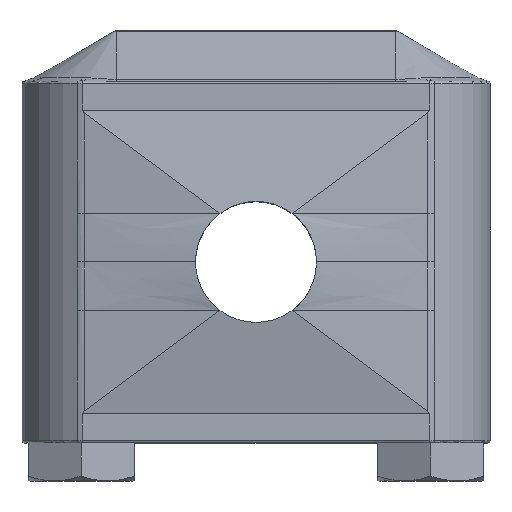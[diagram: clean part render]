
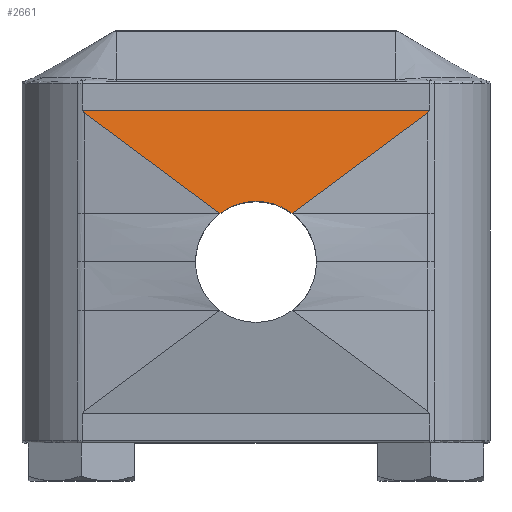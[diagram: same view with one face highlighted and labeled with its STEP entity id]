
A CAD part, top view. The second image highlights one B-rep face of the part: STEP entity #2661.
In plain terms, the highlighted planar face has unit normal (0, 0.174, 0.985).
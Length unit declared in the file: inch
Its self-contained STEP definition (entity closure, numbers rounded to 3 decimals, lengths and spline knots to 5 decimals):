
#12 = EDGE_LOOP ( 'NONE', ( #1993, #1331, #1557, #2852, #3503, #818 ) ) ;
#72 =( BOUNDED_CURVE ( )  B_SPLINE_CURVE ( 3, ( #1810, #3218, #3672, #4042 ),
 .UNSPECIFIED., .F., .F. ) 
 B_SPLINE_CURVE_WITH_KNOTS ( ( 4, 4 ),
 ( 5.64506, 6.92131 ),
 .UNSPECIFIED. ) 
 CURVE ( )  GEOMETRIC_REPRESENTATION_ITEM ( )  RATIONAL_B_SPLINE_CURVE ( ( 1., 0.869, 0.869, 1. ) ) 
 REPRESENTATION_ITEM ( '' )  );
#106 = VERTEX_POINT ( 'NONE', #4258 ) ;
#166 = CARTESIAN_POINT ( 'NONE',  ( 0.71545, 1.25, 0.375 ) ) ;
#205 = CARTESIAN_POINT ( 'NONE',  ( -0.70482, 1.23876, 0.37698 ) ) ;
#363 = PLANE ( 'NONE',  #4002 ) ;
#396 = CARTESIAN_POINT ( 'NONE',  ( -0.71545, 1.25, 0.375 ) ) ;
#640 = CARTESIAN_POINT ( 'NONE',  ( -0.71194, 1.24517, 0.37585 ) ) ;
#696 = VECTOR ( 'NONE', #2941, 39.37008 ) ;
#740 = VERTEX_POINT ( 'NONE', #2257 ) ;
#803 =( BOUNDED_CURVE ( )  B_SPLINE_CURVE ( 3, ( #205, #2362, #640, #989 ),
 .UNSPECIFIED., .F., .F. ) 
 B_SPLINE_CURVE_WITH_KNOTS ( ( 4, 4 ),
 ( 3.27206, 3.3802 ),
 .UNSPECIFIED. ) 
 CURVE ( )  GEOMETRIC_REPRESENTATION_ITEM ( )  RATIONAL_B_SPLINE_CURVE ( ( 1., 0.999, 0.999, 1. ) ) 
 REPRESENTATION_ITEM ( '' )  );
#807 = EDGE_CURVE ( 'NONE', #2277, #1667, #803, .T. ) ;
#818 = ORIENTED_EDGE ( 'NONE', *, *, #807, .F. ) ;
#989 = CARTESIAN_POINT ( 'NONE',  ( -0.71545, 1.25, 0.375 ) ) ;
#998 = EDGE_CURVE ( 'NONE', #740, #106, #2333, .T. ) ;
#1191 = VECTOR ( 'NONE', #3787, 39.37008 ) ;
#1218 = CARTESIAN_POINT ( 'NONE',  ( 0.4047, 0.41382, 0.52256 ) ) ;
#1331 = ORIENTED_EDGE ( 'NONE', *, *, #2975, .T. ) ;
#1374 = DIRECTION ( 'NONE',  ( 0., -0.174, -0.985 ) ) ;
#1539 = DIRECTION ( 'NONE',  ( 0.798, -0.593, 0.105 ) ) ;
#1557 = ORIENTED_EDGE ( 'NONE', *, *, #998, .F. ) ;
#1667 = VERTEX_POINT ( 'NONE', #396 ) ;
#1810 = CARTESIAN_POINT ( 'NONE',  ( -0.14833, 0.825, 0.45 ) ) ;
#1993 = ORIENTED_EDGE ( 'NONE', *, *, #2988, .T. ) ;
#2028 = DIRECTION ( 'NONE',  ( 0., -0.985, 0.174 ) ) ;
#2046 = EDGE_CURVE ( 'NONE', #2855, #740, #2116, .T. ) ;
#2077 = CARTESIAN_POINT ( 'NONE',  ( 0.7084, 1.24142, 0.37651 ) ) ;
#2116 =( BOUNDED_CURVE ( )  B_SPLINE_CURVE ( 3, ( #3836, #4188, #2077, #2770 ),
 .UNSPECIFIED., .F., .T. ) 
 B_SPLINE_CURVE_WITH_KNOTS ( ( 4, 4 ),
 ( 2.90298, 3.01113 ),
 .UNSPECIFIED. ) 
 CURVE ( )  GEOMETRIC_REPRESENTATION_ITEM ( )  RATIONAL_B_SPLINE_CURVE ( ( 1., 0.999, 0.999, 1. ) ) 
 REPRESENTATION_ITEM ( '' )  );
#2257 = CARTESIAN_POINT ( 'NONE',  ( 0.70482, 1.23876, 0.37698 ) ) ;
#2277 = VERTEX_POINT ( 'NONE', #3324 ) ;
#2287 = LINE ( 'NONE', #3438, #1191 ) ;
#2333 = LINE ( 'NONE', #3670, #696 ) ;
#2362 = CARTESIAN_POINT ( 'NONE',  ( -0.7084, 1.24142, 0.37651 ) ) ;
#2413 = CARTESIAN_POINT ( 'NONE',  ( 0.71994, 0.825, 0.45 ) ) ;
#2661 = ADVANCED_FACE ( 'NONE', ( #2829 ), #363, .F. ) ;
#2751 = EDGE_CURVE ( 'NONE', #2855, #1667, #2287, .T. ) ;
#2770 = CARTESIAN_POINT ( 'NONE',  ( 0.70482, 1.23876, 0.37698 ) ) ;
#2829 = FACE_OUTER_BOUND ( 'NONE', #12, .T. ) ;
#2852 = ORIENTED_EDGE ( 'NONE', *, *, #2046, .F. ) ;
#2855 = VERTEX_POINT ( 'NONE', #166 ) ;
#2941 = DIRECTION ( 'NONE',  ( -0.798, -0.593, 0.105 ) ) ;
#2975 = EDGE_CURVE ( 'NONE', #3952, #106, #72, .T. ) ;
#2988 = EDGE_CURVE ( 'NONE', #2277, #3952, #3094, .T. ) ;
#3094 = LINE ( 'NONE', #1218, #4200 ) ;
#3214 = CARTESIAN_POINT ( 'NONE',  ( -0.14833, 0.825, 0.45 ) ) ;
#3218 = CARTESIAN_POINT ( 'NONE',  ( -0.05691, 0.8928, 0.43804 ) ) ;
#3324 = CARTESIAN_POINT ( 'NONE',  ( -0.70482, 1.23876, 0.37698 ) ) ;
#3438 = CARTESIAN_POINT ( 'NONE',  ( 0., 1.25, 0.375 ) ) ;
#3503 = ORIENTED_EDGE ( 'NONE', *, *, #2751, .T. ) ;
#3670 = CARTESIAN_POINT ( 'NONE',  ( 0.51241, 1.0957, 0.40223 ) ) ;
#3672 = CARTESIAN_POINT ( 'NONE',  ( 0.05691, 0.8928, 0.43804 ) ) ;
#3787 = DIRECTION ( 'NONE',  ( -1., 0., 0. ) ) ;
#3836 = CARTESIAN_POINT ( 'NONE',  ( 0.71545, 1.25, 0.375 ) ) ;
#3952 = VERTEX_POINT ( 'NONE', #3214 ) ;
#4002 = AXIS2_PLACEMENT_3D ( 'NONE', #2413, #1374, #2028 ) ;
#4042 = CARTESIAN_POINT ( 'NONE',  ( 0.14833, 0.825, 0.45 ) ) ;
#4188 = CARTESIAN_POINT ( 'NONE',  ( 0.71194, 1.24517, 0.37585 ) ) ;
#4200 = VECTOR ( 'NONE', #1539, 39.37008 ) ;
#4258 = CARTESIAN_POINT ( 'NONE',  ( 0.14833, 0.825, 0.45 ) ) ;
